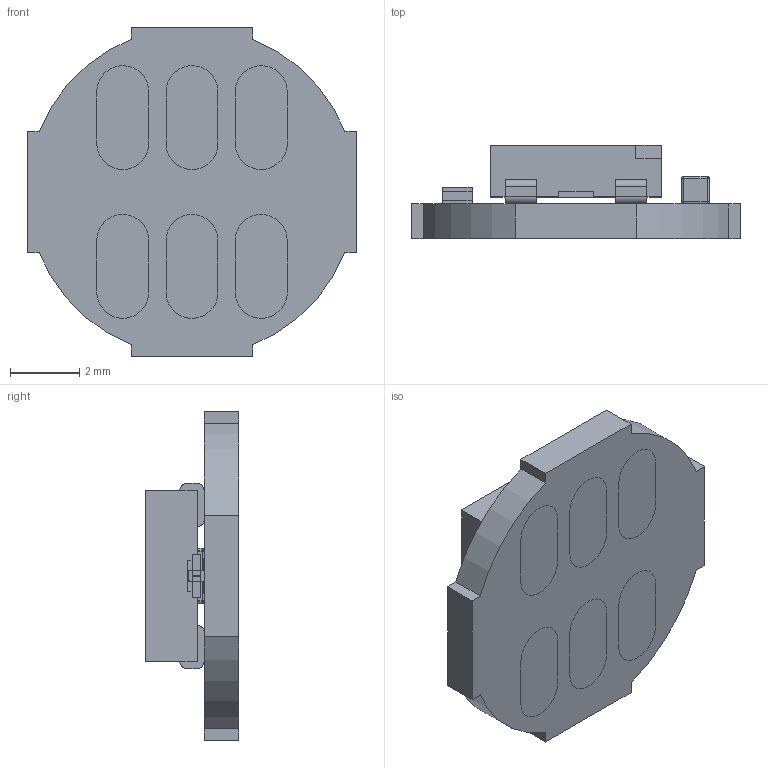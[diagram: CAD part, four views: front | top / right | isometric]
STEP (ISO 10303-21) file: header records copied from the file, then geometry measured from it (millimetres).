
FILE_DESCRIPTION(/* description */ (''),/* implementation_level */ '2;1');
FILE_NAME(/* name */ 'WS2812b Single',/* time_stamp */ '2021-04-21T20:41:41-05:00',/* author */ (''),/* organization */ (''),/* preprocessor_version */ 'ST-DEVELOPER v15',/* originating_system */ '',/* authorisation */ '');
FILE_SCHEMA (('AUTOMOTIVE_DESIGN'));
Length unit declared in the file: millimetre
Products named in the file (1): Document
Bounding box: 9.5 x 2.7 x 9.5 mm (x, y, z)
Volume: 34.5 mm3; surface area: 285.2 mm2
Topology: 8 solids, 15 shells, 315 faces, 840 edges, 550 vertices
Faces by surface type: bspline 182, plane 133
Entity records: 12459 total; most frequent: CARTESIAN_POINT 7148, ORIENTED_EDGE 1652, EDGE_CURVE 832, B_SPLINE_CURVE_WITH_KNOTS 648, VERTEX_POINT 550, EDGE_LOOP 330, ADVANCED_FACE 315, FACE_OUTER_BOUND 315
